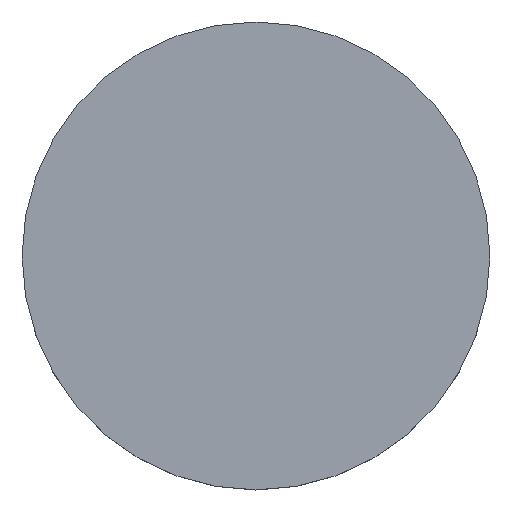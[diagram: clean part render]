
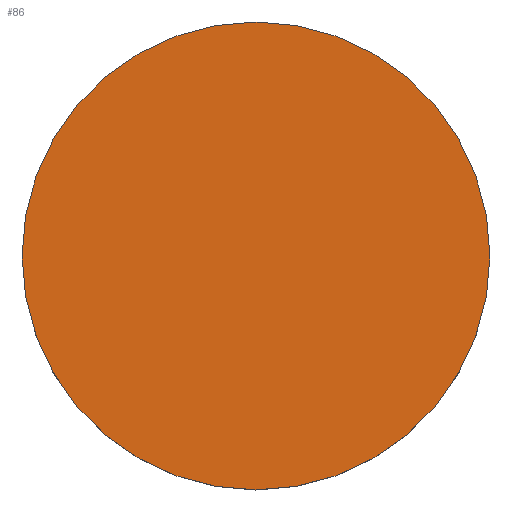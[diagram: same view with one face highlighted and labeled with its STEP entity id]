
A CAD part, top view. The second image highlights one B-rep face of the part: STEP entity #86.
In plain terms, the highlighted planar face has unit normal (0, 0, 1).
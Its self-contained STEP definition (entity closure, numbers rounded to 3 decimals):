
#25 = EDGE_LOOP ( 'NONE', ( #159, #65 ) ) ;
#33 = DIRECTION ( 'NONE',  ( 1., 0., 0. ) ) ;
#45 = VERTEX_POINT ( 'NONE', #70 ) ;
#52 = AXIS2_PLACEMENT_3D ( 'NONE', #227, #55, #58 ) ;
#55 = DIRECTION ( 'NONE',  ( 0., 0., -1. ) ) ;
#58 = DIRECTION ( 'NONE',  ( 1., 0., 0. ) ) ;
#60 = EDGE_CURVE ( 'NONE', #75, #45, #216, .T. ) ;
#65 = ORIENTED_EDGE ( 'NONE', *, *, #184, .F. ) ;
#70 = CARTESIAN_POINT ( 'NONE',  ( -12.7, 0., 4. ) ) ;
#75 = VERTEX_POINT ( 'NONE', #120 ) ;
#86 = ADVANCED_FACE ( 'NONE', ( #225 ), #90, .T. ) ;
#90 = PLANE ( 'NONE',  #151 ) ;
#92 = DIRECTION ( 'NONE',  ( 0., 0., -1. ) ) ;
#120 = CARTESIAN_POINT ( 'NONE',  ( 12.7, 0., 4. ) ) ;
#124 = DIRECTION ( 'NONE',  ( 0., 0., 1. ) ) ;
#132 = CIRCLE ( 'NONE', #52, 12.7 ) ;
#141 = DIRECTION ( 'NONE',  ( 1., 0., 0. ) ) ;
#142 = CARTESIAN_POINT ( 'NONE',  ( 0., 26.112, 4. ) ) ;
#151 = AXIS2_PLACEMENT_3D ( 'NONE', #142, #124, #141 ) ;
#157 = AXIS2_PLACEMENT_3D ( 'NONE', #207, #92, #33 ) ;
#159 = ORIENTED_EDGE ( 'NONE', *, *, #60, .F. ) ;
#184 = EDGE_CURVE ( 'NONE', #45, #75, #132, .T. ) ;
#207 = CARTESIAN_POINT ( 'NONE',  ( 0., 0., 4. ) ) ;
#216 = CIRCLE ( 'NONE', #157, 12.7 ) ;
#225 = FACE_OUTER_BOUND ( 'NONE', #25, .T. ) ;
#227 = CARTESIAN_POINT ( 'NONE',  ( 0., 0., 4. ) ) ;
